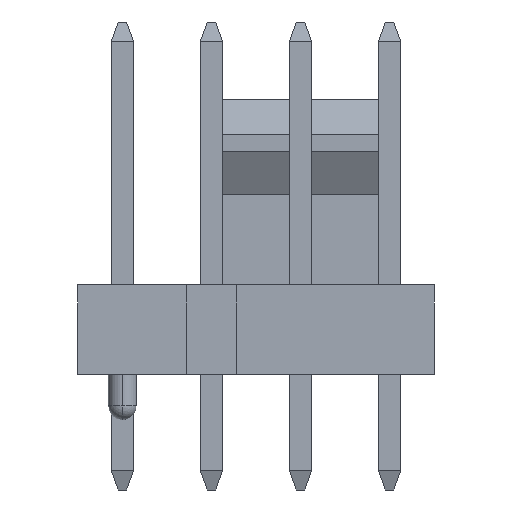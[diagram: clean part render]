
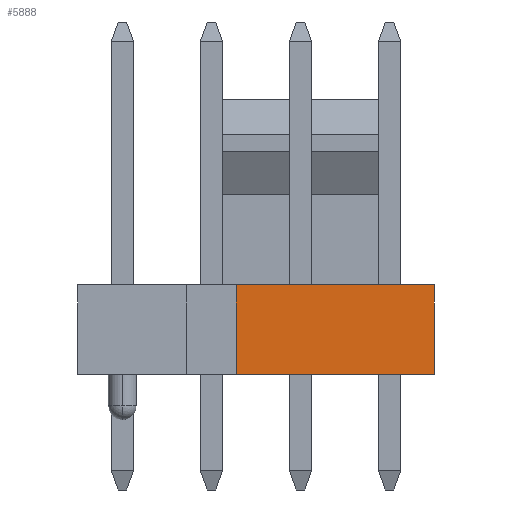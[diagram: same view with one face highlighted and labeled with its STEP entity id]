
A CAD part, front view. The second image highlights one B-rep face of the part: STEP entity #5888.
In plain terms, the highlighted planar face has unit normal (0, -1, 0).
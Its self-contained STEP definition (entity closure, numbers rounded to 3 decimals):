
#54 = LINE ( 'NONE', #15313, #6413 ) ;
#1539 = VERTEX_POINT ( 'NONE', #4579 ) ;
#1979 = VERTEX_POINT ( 'NONE', #15466 ) ;
#2380 = LINE ( 'NONE', #11196, #8780 ) ;
#2381 = EDGE_CURVE ( 'NONE', #12374, #9747, #2380, .T. ) ;
#3111 = CARTESIAN_POINT ( 'NONE',  ( 5.08, -2.875, 0. ) ) ;
#4324 = CARTESIAN_POINT ( 'NONE',  ( -0.57, -2.875, -1.275 ) ) ;
#4579 = CARTESIAN_POINT ( 'NONE',  ( -0.57, -2.875, 1.275 ) ) ;
#5294 = LINE ( 'NONE', #9090, #15500 ) ;
#5395 = ORIENTED_EDGE ( 'NONE', *, *, #2381, .F. ) ;
#5396 = PLANE ( 'NONE',  #14053 ) ;
#5888 = ADVANCED_FACE ( 'NONE', ( #13000 ), #5396, .T. ) ;
#6212 = EDGE_LOOP ( 'NONE', ( #7258, #5395, #7582, #6357 ) ) ;
#6357 = ORIENTED_EDGE ( 'NONE', *, *, #16284, .T. ) ;
#6413 = VECTOR ( 'NONE', #7893, 1000. ) ;
#6886 = DIRECTION ( 'NONE',  ( 0., -1., 0. ) ) ;
#7143 = CARTESIAN_POINT ( 'NONE',  ( -0.57, -2.875, -4.575 ) ) ;
#7258 = ORIENTED_EDGE ( 'NONE', *, *, #15399, .F. ) ;
#7582 = ORIENTED_EDGE ( 'NONE', *, *, #9414, .T. ) ;
#7893 = DIRECTION ( 'NONE',  ( -1., 0., 0. ) ) ;
#8701 = LINE ( 'NONE', #7143, #9284 ) ;
#8780 = VECTOR ( 'NONE', #15075, 1000. ) ;
#8922 = DIRECTION ( 'NONE',  ( 0., 0., 1. ) ) ;
#9090 = CARTESIAN_POINT ( 'NONE',  ( 5.08, -2.875, 0. ) ) ;
#9284 = VECTOR ( 'NONE', #13589, 1000. ) ;
#9414 = EDGE_CURVE ( 'NONE', #12374, #1979, #5294, .T. ) ;
#9747 = VERTEX_POINT ( 'NONE', #4324 ) ;
#11196 = CARTESIAN_POINT ( 'NONE',  ( 5.08, -2.875, -1.275 ) ) ;
#12374 = VERTEX_POINT ( 'NONE', #13826 ) ;
#13000 = FACE_OUTER_BOUND ( 'NONE', #6212, .T. ) ;
#13589 = DIRECTION ( 'NONE',  ( 0., 0., 1. ) ) ;
#13826 = CARTESIAN_POINT ( 'NONE',  ( 5.08, -2.875, -1.275 ) ) ;
#14053 = AXIS2_PLACEMENT_3D ( 'NONE', #3111, #6886, #14149 ) ;
#14149 = DIRECTION ( 'NONE',  ( 1., 0., 0. ) ) ;
#15075 = DIRECTION ( 'NONE',  ( -1., 0., 0. ) ) ;
#15313 = CARTESIAN_POINT ( 'NONE',  ( 5.08, -2.875, 1.275 ) ) ;
#15399 = EDGE_CURVE ( 'NONE', #9747, #1539, #8701, .T. ) ;
#15466 = CARTESIAN_POINT ( 'NONE',  ( 5.08, -2.875, 1.275 ) ) ;
#15500 = VECTOR ( 'NONE', #8922, 1000. ) ;
#16284 = EDGE_CURVE ( 'NONE', #1979, #1539, #54, .T. ) ;
